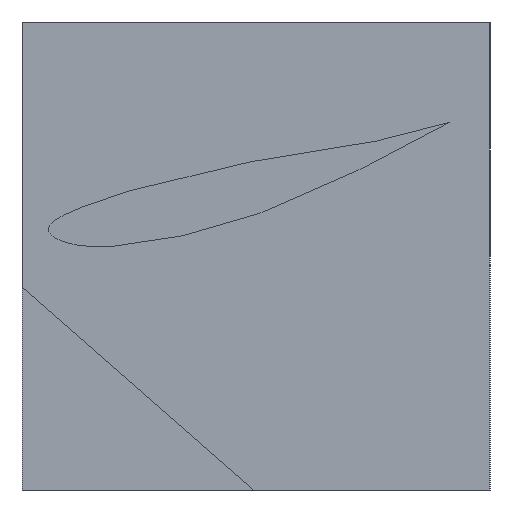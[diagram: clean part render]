
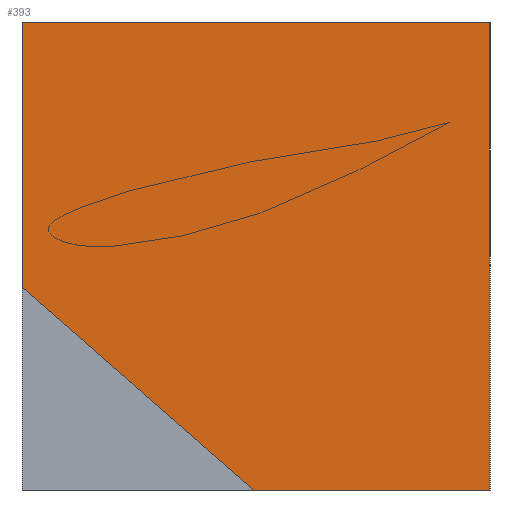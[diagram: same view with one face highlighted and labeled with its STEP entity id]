
A CAD part, left-side view. The second image highlights one B-rep face of the part: STEP entity #393.
In plain terms, the highlighted planar face has unit normal (-1, 0, 0).
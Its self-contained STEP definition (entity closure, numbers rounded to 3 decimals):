
#346=CARTESIAN_POINT('Axis2P3D Location',(-480.,0.,0.)) ;
#351=CARTESIAN_POINT('Line Origine',(-480.,25.,72.435)) ;
#355=CARTESIAN_POINT('Vertex',(-480.,25.,200.)) ;
#357=CARTESIAN_POINT('Vertex',(-480.,25.,-55.129)) ;
#360=CARTESIAN_POINT('Line Origine',(-480.,-86.371,-152.565)) ;
#364=CARTESIAN_POINT('Vertex',(-480.,-197.743,-250.)) ;
#367=CARTESIAN_POINT('Line Origine',(-480.,-311.371,-250.)) ;
#371=CARTESIAN_POINT('Vertex',(-480.,-425.,-250.)) ;
#374=CARTESIAN_POINT('Line Origine',(-480.,-425.,-25.)) ;
#378=CARTESIAN_POINT('Vertex',(-480.,-425.,200.)) ;
#381=CARTESIAN_POINT('Line Origine',(-480.,-200.,200.)) ;
#347=DIRECTION('Axis2P3D Direction',(-1.,0.,0.)) ;
#348=DIRECTION('Axis2P3D XDirection',(0.,-1.,0.)) ;
#352=DIRECTION('Vector Direction',(0.,0.,1.)) ;
#361=DIRECTION('Vector Direction',(0.,0.753,0.658)) ;
#368=DIRECTION('Vector Direction',(0.,1.,0.)) ;
#375=DIRECTION('Vector Direction',(0.,0.,-1.)) ;
#382=DIRECTION('Vector Direction',(0.,-1.,0.)) ;
#349=AXIS2_PLACEMENT_3D('Plane Axis2P3D',#346,#347,#348) ;
#387=ORIENTED_EDGE('',*,*,#359,.T.) ;
#388=ORIENTED_EDGE('',*,*,#366,.T.) ;
#389=ORIENTED_EDGE('',*,*,#373,.T.) ;
#390=ORIENTED_EDGE('',*,*,#380,.T.) ;
#391=ORIENTED_EDGE('',*,*,#385,.T.) ;
#353=VECTOR('Line Direction',#352,1.) ;
#362=VECTOR('Line Direction',#361,1.) ;
#369=VECTOR('Line Direction',#368,1.) ;
#376=VECTOR('Line Direction',#375,1.) ;
#383=VECTOR('Line Direction',#382,1.) ;
#393=ADVANCED_FACE('',(#392),#350,.T.) ;
#359=EDGE_CURVE('',#356,#358,#354,.F.) ;
#366=EDGE_CURVE('',#358,#365,#363,.F.) ;
#373=EDGE_CURVE('',#365,#372,#370,.F.) ;
#380=EDGE_CURVE('',#372,#379,#377,.F.) ;
#385=EDGE_CURVE('',#379,#356,#384,.F.) ;
#386=EDGE_LOOP('',(#387,#388,#389,#390,#391)) ;
#392=FACE_OUTER_BOUND('',#386,.T.) ;
#354=LINE('Line',#351,#353) ;
#363=LINE('Line',#360,#362) ;
#370=LINE('Line',#367,#369) ;
#377=LINE('Line',#374,#376) ;
#384=LINE('Line',#381,#383) ;
#350=PLANE('Plane',#349) ;
#356=VERTEX_POINT('',#355) ;
#358=VERTEX_POINT('',#357) ;
#365=VERTEX_POINT('',#364) ;
#372=VERTEX_POINT('',#371) ;
#379=VERTEX_POINT('',#378) ;
